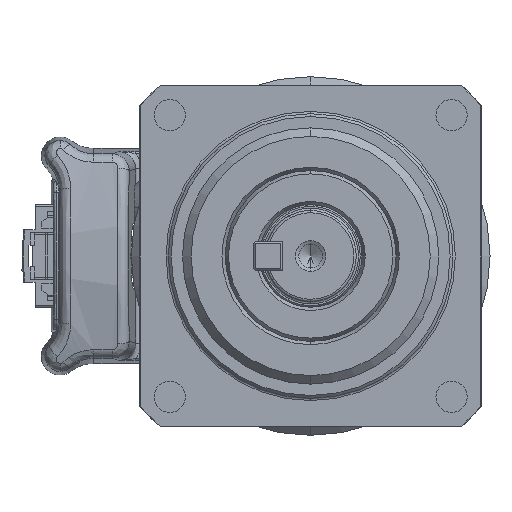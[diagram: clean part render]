
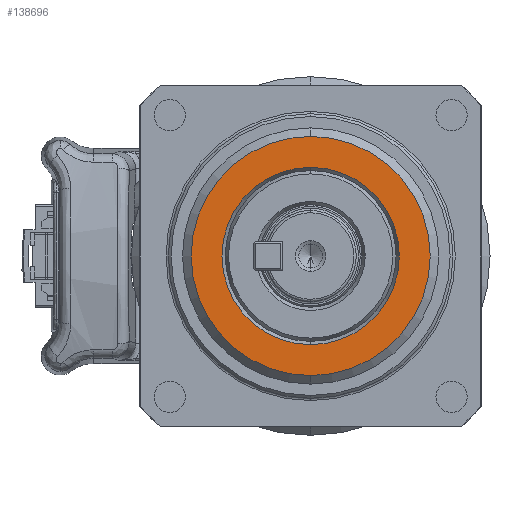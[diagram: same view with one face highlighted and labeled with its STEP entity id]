
A CAD part, left-side view. The second image highlights one B-rep face of the part: STEP entity #138696.
In plain terms, the highlighted face is planar.
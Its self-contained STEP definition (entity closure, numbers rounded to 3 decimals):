
#1228 = PLANE ( 'NONE',  #43198 ) ;
#2696 = ORIENTED_EDGE ( 'NONE', *, *, #20749, .T. ) ;
#2755 = AXIS2_PLACEMENT_3D ( 'NONE', #95706, #95524, #95498 ) ;
#5422 = CARTESIAN_POINT ( 'NONE',  ( -15.577, 0., 7.5 ) ) ;
#10377 = DIRECTION ( 'NONE',  ( -1., 0., 0. ) ) ;
#10420 = DIRECTION ( 'NONE',  ( 0., 0., -1. ) ) ;
#10573 = CARTESIAN_POINT ( 'NONE',  ( 0., 0., 7.5 ) ) ;
#11168 = AXIS2_PLACEMENT_3D ( 'NONE', #30046, #114343, #42241 ) ;
#12597 = ORIENTED_EDGE ( 'NONE', *, *, #148695, .F. ) ;
#20749 = EDGE_CURVE ( 'NONE', #97628, #33582, #138561, .T. ) ;
#22232 = CARTESIAN_POINT ( 'NONE',  ( -21., 0., 7.5 ) ) ;
#26398 = DIRECTION ( 'NONE',  ( 0., 0., 1. ) ) ;
#27934 = ORIENTED_EDGE ( 'NONE', *, *, #43222, .T. ) ;
#30046 = CARTESIAN_POINT ( 'NONE',  ( 0., 0., 7.5 ) ) ;
#31357 = EDGE_CURVE ( 'NONE', #155092, #91867, #111316, .T. ) ;
#33582 = VERTEX_POINT ( 'NONE', #5422 ) ;
#33995 = DIRECTION ( 'NONE',  ( 1., 0., 0. ) ) ;
#34028 = DIRECTION ( 'NONE',  ( 0., 0., -1. ) ) ;
#34174 = CARTESIAN_POINT ( 'NONE',  ( 0., 0., 7.5 ) ) ;
#42241 = DIRECTION ( 'NONE',  ( -1., 0., 0. ) ) ;
#43198 = AXIS2_PLACEMENT_3D ( 'NONE', #86625, #26398, #110705 ) ;
#43222 = EDGE_CURVE ( 'NONE', #33582, #97628, #81536, .T. ) ;
#50976 = EDGE_LOOP ( 'NONE', ( #12597, #54004 ) ) ;
#54004 = ORIENTED_EDGE ( 'NONE', *, *, #31357, .F. ) ;
#55614 = AXIS2_PLACEMENT_3D ( 'NONE', #10573, #10420, #10377 ) ;
#64359 = AXIS2_PLACEMENT_3D ( 'NONE', #34174, #34028, #33995 ) ;
#81536 = CIRCLE ( 'NONE', #64359, 15.577 ) ;
#86625 = CARTESIAN_POINT ( 'NONE',  ( -23.1, -23.1, 7.5 ) ) ;
#91007 = CARTESIAN_POINT ( 'NONE',  ( 15.577, 0., 7.5 ) ) ;
#91867 = VERTEX_POINT ( 'NONE', #22232 ) ;
#95498 = DIRECTION ( 'NONE',  ( 1., 0., 0. ) ) ;
#95524 = DIRECTION ( 'NONE',  ( 0., 0., -1. ) ) ;
#95706 = CARTESIAN_POINT ( 'NONE',  ( 0., 0., 7.5 ) ) ;
#97628 = VERTEX_POINT ( 'NONE', #91007 ) ;
#110705 = DIRECTION ( 'NONE',  ( 1., 0., 0. ) ) ;
#111316 = CIRCLE ( 'NONE', #55614, 21. ) ;
#114343 = DIRECTION ( 'NONE',  ( 0., 0., -1. ) ) ;
#122062 = FACE_BOUND ( 'NONE', #133656, .T. ) ;
#122821 = CIRCLE ( 'NONE', #11168, 21. ) ;
#125760 = FACE_OUTER_BOUND ( 'NONE', #50976, .T. ) ;
#127654 = CARTESIAN_POINT ( 'NONE',  ( 21., 0., 7.5 ) ) ;
#133656 = EDGE_LOOP ( 'NONE', ( #2696, #27934 ) ) ;
#138561 = CIRCLE ( 'NONE', #2755, 15.577 ) ;
#138696 = ADVANCED_FACE ( 'NONE', ( #122062, #125760 ), #1228, .T. ) ;
#148695 = EDGE_CURVE ( 'NONE', #91867, #155092, #122821, .T. ) ;
#155092 = VERTEX_POINT ( 'NONE', #127654 ) ;
